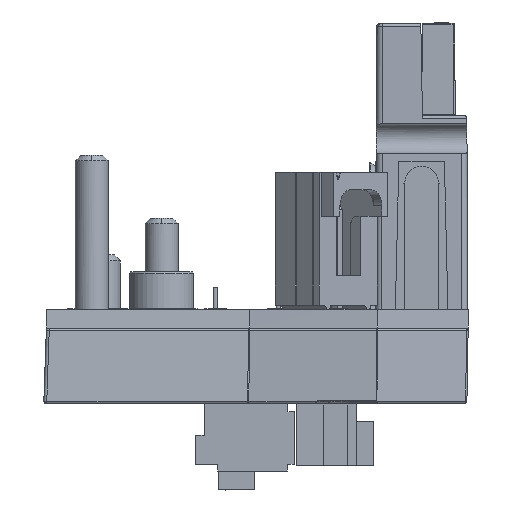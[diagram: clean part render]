
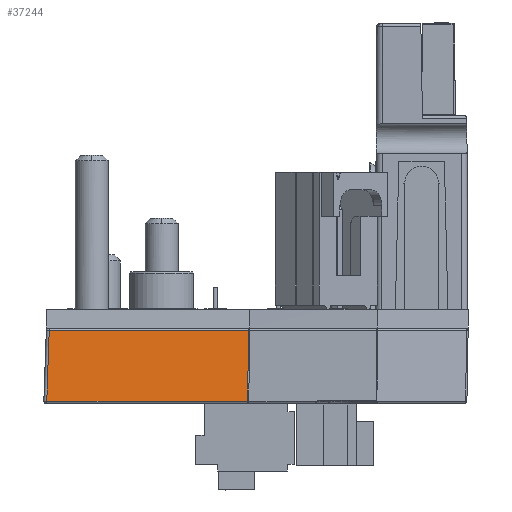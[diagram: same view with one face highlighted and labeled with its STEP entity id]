
A CAD part, left-side view. The second image highlights one B-rep face of the part: STEP entity #37244.
In plain terms, the highlighted planar face has unit normal (-0.966, -0.259, -0.018).
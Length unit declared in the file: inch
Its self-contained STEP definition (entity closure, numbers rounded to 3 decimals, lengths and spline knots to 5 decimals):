
#3591 = ORIENTED_EDGE ( 'NONE', *, *, #113722, .T. ) ;
#5164 = CARTESIAN_POINT ( 'NONE',  ( -1.09071, 0.70367, -0.03157 ) ) ;
#6475 = DIRECTION ( 'NONE',  ( 0.009, 0.035, -0.999 ) ) ;
#9879 = ORIENTED_EDGE ( 'NONE', *, *, #26068, .T. ) ;
#9926 = PLANE ( 'NONE',  #53941 ) ;
#11254 = DIRECTION ( 'NONE',  ( -0.966, -0.259, -0.017 ) ) ;
#15197 = VECTOR ( 'NONE', #6475, 39.37008 ) ;
#19661 = VERTEX_POINT ( 'NONE', #38511 ) ;
#23287 = ORIENTED_EDGE ( 'NONE', *, *, #100952, .T. ) ;
#26068 = EDGE_CURVE ( 'NONE', #81640, #84715, #67467, .T. ) ;
#32467 = CARTESIAN_POINT ( 'NONE',  ( -1.09337, 0.71358, -0.03125 ) ) ;
#37244 = ADVANCED_FACE ( 'NONE', ( #60292 ), #9926, .T. ) ;
#38511 = CARTESIAN_POINT ( 'NONE',  ( -0.90636, 0.03232, -0.27851 ) ) ;
#40781 = CARTESIAN_POINT ( 'NONE',  ( -1.08856, 0.7123, -0.27851 ) ) ;
#44906 = VECTOR ( 'NONE', #53779, 39.37008 ) ;
#51503 = EDGE_CURVE ( 'NONE', #59314, #81640, #119406, .T. ) ;
#51693 = DIRECTION ( 'NONE',  ( 0.259, -0.966, 0. ) ) ;
#53779 = DIRECTION ( 'NONE',  ( 0.259, -0.966, 0. ) ) ;
#53941 = AXIS2_PLACEMENT_3D ( 'NONE', #32467, #11254, #51693 ) ;
#59314 = VERTEX_POINT ( 'NONE', #117960 ) ;
#60292 = FACE_OUTER_BOUND ( 'NONE', #84743, .T. ) ;
#67467 = LINE ( 'NONE', #5164, #15197 ) ;
#71136 = CARTESIAN_POINT ( 'NONE',  ( -1.09324, 0.71362, -0.03926 ) ) ;
#73113 = VECTOR ( 'NONE', #113356, 39.37008 ) ;
#74238 = LINE ( 'NONE', #104713, #44906 ) ;
#81640 = VERTEX_POINT ( 'NONE', #121921 ) ;
#84715 = VERTEX_POINT ( 'NONE', #40781 ) ;
#84743 = EDGE_LOOP ( 'NONE', ( #23287, #3591, #94613, #9879 ) ) ;
#89622 = DIRECTION ( 'NONE',  ( -0.259, 0.966, 0. ) ) ;
#94613 = ORIENTED_EDGE ( 'NONE', *, *, #51503, .T. ) ;
#100952 = EDGE_CURVE ( 'NONE', #84715, #19661, #74238, .T. ) ;
#104713 = CARTESIAN_POINT ( 'NONE',  ( -1.0892, 0.7147, -0.27851 ) ) ;
#104747 = CARTESIAN_POINT ( 'NONE',  ( -0.91015, 0.03003, -0.03485 ) ) ;
#113356 = DIRECTION ( 'NONE',  ( -0.016, -0.009, 1. ) ) ;
#113722 = EDGE_CURVE ( 'NONE', #19661, #59314, #114619, .T. ) ;
#114619 = LINE ( 'NONE', #104747, #73113 ) ;
#117960 = CARTESIAN_POINT ( 'NONE',  ( -0.91008, 0.03007, -0.03926 ) ) ;
#119406 = LINE ( 'NONE', #71136, #128492 ) ;
#121921 = CARTESIAN_POINT ( 'NONE',  ( -1.09064, 0.70394, -0.03926 ) ) ;
#128492 = VECTOR ( 'NONE', #89622, 39.37008 ) ;
